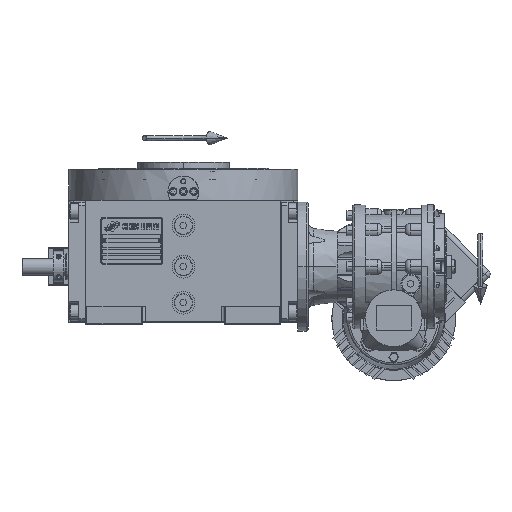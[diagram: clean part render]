
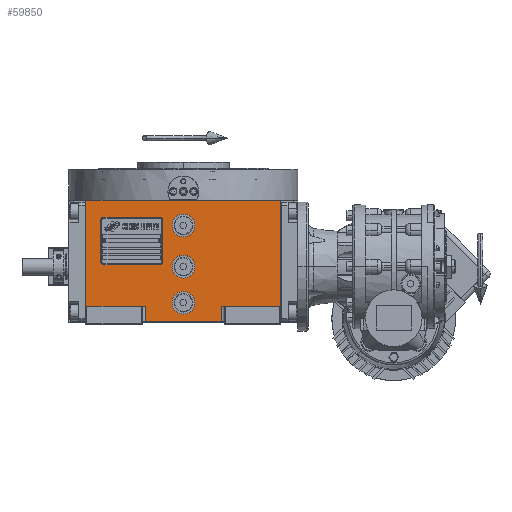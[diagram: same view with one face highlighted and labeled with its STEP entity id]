
A CAD part, top view. The second image highlights one B-rep face of the part: STEP entity #59850.
In plain terms, the highlighted planar face has unit normal (0, 0, 1).
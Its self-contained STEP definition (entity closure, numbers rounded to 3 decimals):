
#4046 = VECTOR ( 'NONE', #54320, 1000. ) ;
#4562 = DIRECTION ( 'NONE',  ( 1., 0., 0. ) ) ;
#4982 = EDGE_CURVE ( 'NONE', #48435, #10994, #79987, .T. ) ;
#6052 = VECTOR ( 'NONE', #129632, 1000. ) ;
#6351 = VERTEX_POINT ( 'NONE', #112199 ) ;
#7573 = VECTOR ( 'NONE', #54080, 1000. ) ;
#10994 = VERTEX_POINT ( 'NONE', #51713 ) ;
#12939 = CARTESIAN_POINT ( 'NONE',  ( -37., -53.5, 163.5 ) ) ;
#15120 = CARTESIAN_POINT ( 'NONE',  ( 94.5, -38.5, 163.5 ) ) ;
#16315 = VERTEX_POINT ( 'NONE', #90522 ) ;
#16515 = CIRCLE ( 'NONE', #132817, 11. ) ;
#17415 = DIRECTION ( 'NONE',  ( 1., 0., 0. ) ) ;
#18297 = CIRCLE ( 'NONE', #95112, 11. ) ;
#20415 = CARTESIAN_POINT ( 'NONE',  ( -11., 40., 163.5 ) ) ;
#22217 = AXIS2_PLACEMENT_3D ( 'NONE', #129024, #34857, #4562 ) ;
#24541 = VERTEX_POINT ( 'NONE', #89475 ) ;
#25400 = VERTEX_POINT ( 'NONE', #134300 ) ;
#25822 = CARTESIAN_POINT ( 'NONE',  ( 37., -38.5, 163.5 ) ) ;
#25933 = EDGE_CURVE ( 'NONE', #118824, #24541, #118239, .T. ) ;
#26202 = FACE_BOUND ( 'NONE', #125582, .T. ) ;
#26326 = EDGE_CURVE ( 'NONE', #46263, #69181, #100537, .T. ) ;
#29259 = ORIENTED_EDGE ( 'NONE', *, *, #87020, .F. ) ;
#33300 = DIRECTION ( 'NONE',  ( -1., 0., 0. ) ) ;
#34472 = CARTESIAN_POINT ( 'NONE',  ( 94.5, 64.5, 163.5 ) ) ;
#34857 = DIRECTION ( 'NONE',  ( 0., 0., 1. ) ) ;
#35464 = CARTESIAN_POINT ( 'NONE',  ( 0., 0., 163.5 ) ) ;
#36235 = CARTESIAN_POINT ( 'NONE',  ( 0., -35., 163.5 ) ) ;
#36382 = VECTOR ( 'NONE', #76887, 1000. ) ;
#36621 = CARTESIAN_POINT ( 'NONE',  ( -11., -35., 163.5 ) ) ;
#38128 = DIRECTION ( 'NONE',  ( 1., 0., 0. ) ) ;
#38821 = CARTESIAN_POINT ( 'NONE',  ( 0., -35., 163.5 ) ) ;
#39235 = CARTESIAN_POINT ( 'NONE',  ( -94.5, -53.5, 163.5 ) ) ;
#40814 = EDGE_LOOP ( 'NONE', ( #135619, #77248 ) ) ;
#41955 = VECTOR ( 'NONE', #64484, 1000. ) ;
#42665 = CIRCLE ( 'NONE', #62351, 11. ) ;
#43231 = LINE ( 'NONE', #12939, #41955 ) ;
#45623 = EDGE_CURVE ( 'NONE', #68757, #10994, #43231, .T. ) ;
#45666 = CARTESIAN_POINT ( 'NONE',  ( 0., 0., 163.5 ) ) ;
#46069 = DIRECTION ( 'NONE',  ( 1., 0., 0. ) ) ;
#46263 = VERTEX_POINT ( 'NONE', #20415 ) ;
#46445 = DIRECTION ( 'NONE',  ( 1., 0., 0. ) ) ;
#47454 = ORIENTED_EDGE ( 'NONE', *, *, #74436, .T. ) ;
#48404 = DIRECTION ( 'NONE',  ( 0., 0., 1. ) ) ;
#48435 = VERTEX_POINT ( 'NONE', #85363 ) ;
#51713 = CARTESIAN_POINT ( 'NONE',  ( -37., -38.5, 163.5 ) ) ;
#53911 = DIRECTION ( 'NONE',  ( 0., 0., 1. ) ) ;
#54080 = DIRECTION ( 'NONE',  ( 0., 1., 0. ) ) ;
#54286 = VERTEX_POINT ( 'NONE', #110164 ) ;
#54320 = DIRECTION ( 'NONE',  ( 0., 1., 0. ) ) ;
#56789 = CARTESIAN_POINT ( 'NONE',  ( -94.5, -38.5, 163.5 ) ) ;
#58400 = VECTOR ( 'NONE', #17415, 1000. ) ;
#59162 = FACE_OUTER_BOUND ( 'NONE', #114061, .T. ) ;
#59308 = ORIENTED_EDGE ( 'NONE', *, *, #25933, .T. ) ;
#59850 = ADVANCED_FACE ( 'NONE', ( #133386, #26202, #68130, #59162 ), #121054, .T. ) ;
#61354 = CARTESIAN_POINT ( 'NONE',  ( -94.5, -38.5, 163.5 ) ) ;
#62351 = AXIS2_PLACEMENT_3D ( 'NONE', #38821, #48404, #38128 ) ;
#63161 = EDGE_CURVE ( 'NONE', #6351, #128543, #42665, .T. ) ;
#64484 = DIRECTION ( 'NONE',  ( 0., 1., 0. ) ) ;
#65612 = CIRCLE ( 'NONE', #96319, 11. ) ;
#65994 = CARTESIAN_POINT ( 'NONE',  ( 37., -38.5, 163.5 ) ) ;
#68130 = FACE_BOUND ( 'NONE', #40814, .T. ) ;
#68757 = VERTEX_POINT ( 'NONE', #125145 ) ;
#69181 = VERTEX_POINT ( 'NONE', #83031 ) ;
#70629 = VERTEX_POINT ( 'NONE', #118056 ) ;
#72809 = DIRECTION ( 'NONE',  ( 1., 0., 0. ) ) ;
#74436 = EDGE_CURVE ( 'NONE', #68757, #25400, #76217, .T. ) ;
#76217 = LINE ( 'NONE', #107826, #36382 ) ;
#76395 = AXIS2_PLACEMENT_3D ( 'NONE', #120804, #130452, #111180 ) ;
#76759 = ORIENTED_EDGE ( 'NONE', *, *, #131532, .F. ) ;
#76887 = DIRECTION ( 'NONE',  ( 1., 0., 0. ) ) ;
#77031 = EDGE_CURVE ( 'NONE', #118824, #25400, #88345, .T. ) ;
#77248 = ORIENTED_EDGE ( 'NONE', *, *, #26326, .F. ) ;
#79987 = LINE ( 'NONE', #61354, #58400 ) ;
#80808 = EDGE_CURVE ( 'NONE', #69181, #46263, #81492, .T. ) ;
#80849 = DIRECTION ( 'NONE',  ( 0., 0., 1. ) ) ;
#81095 = CARTESIAN_POINT ( 'NONE',  ( -94.5, 64.5, 163.5 ) ) ;
#81303 = VECTOR ( 'NONE', #72809, 1000. ) ;
#81426 = ORIENTED_EDGE ( 'NONE', *, *, #128171, .F. ) ;
#81492 = CIRCLE ( 'NONE', #22217, 11. ) ;
#81653 = ORIENTED_EDGE ( 'NONE', *, *, #77031, .F. ) ;
#81887 = EDGE_LOOP ( 'NONE', ( #81426, #122323 ) ) ;
#82959 = VECTOR ( 'NONE', #46069, 1000. ) ;
#83031 = CARTESIAN_POINT ( 'NONE',  ( 11., 40., 163.5 ) ) ;
#83800 = LINE ( 'NONE', #81095, #81303 ) ;
#85363 = CARTESIAN_POINT ( 'NONE',  ( -94.5, -38.5, 163.5 ) ) ;
#87020 = EDGE_CURVE ( 'NONE', #128543, #6351, #16515, .T. ) ;
#87181 = ORIENTED_EDGE ( 'NONE', *, *, #127345, .F. ) ;
#87290 = LINE ( 'NONE', #15120, #4046 ) ;
#88345 = LINE ( 'NONE', #25822, #6052 ) ;
#89475 = CARTESIAN_POINT ( 'NONE',  ( 94.5, -38.5, 163.5 ) ) ;
#90522 = CARTESIAN_POINT ( 'NONE',  ( -94.5, 64.5, 163.5 ) ) ;
#92767 = AXIS2_PLACEMENT_3D ( 'NONE', #39235, #119698, #131374 ) ;
#95112 = AXIS2_PLACEMENT_3D ( 'NONE', #45666, #53911, #33300 ) ;
#96319 = AXIS2_PLACEMENT_3D ( 'NONE', #35464, #98000, #46445 ) ;
#96644 = EDGE_CURVE ( 'NONE', #24541, #105591, #87290, .T. ) ;
#98000 = DIRECTION ( 'NONE',  ( 0., 0., 1. ) ) ;
#98756 = DIRECTION ( 'NONE',  ( -1., 0., 0. ) ) ;
#100496 = ORIENTED_EDGE ( 'NONE', *, *, #63161, .F. ) ;
#100537 = CIRCLE ( 'NONE', #76395, 11. ) ;
#105591 = VERTEX_POINT ( 'NONE', #34472 ) ;
#107826 = CARTESIAN_POINT ( 'NONE',  ( -37., -53.5, 163.5 ) ) ;
#110164 = CARTESIAN_POINT ( 'NONE',  ( 11., 0., 163.5 ) ) ;
#111180 = DIRECTION ( 'NONE',  ( -1., 0., 0. ) ) ;
#112199 = CARTESIAN_POINT ( 'NONE',  ( 11., -35., 163.5 ) ) ;
#114061 = EDGE_LOOP ( 'NONE', ( #47454, #81653, #59308, #131466, #76759, #87181, #114205, #134655 ) ) ;
#114205 = ORIENTED_EDGE ( 'NONE', *, *, #4982, .T. ) ;
#118056 = CARTESIAN_POINT ( 'NONE',  ( -11., 0., 163.5 ) ) ;
#118239 = LINE ( 'NONE', #65994, #82959 ) ;
#118824 = VERTEX_POINT ( 'NONE', #135193 ) ;
#119698 = DIRECTION ( 'NONE',  ( 0., 0., 1. ) ) ;
#120804 = CARTESIAN_POINT ( 'NONE',  ( 0., 40., 163.5 ) ) ;
#121054 = PLANE ( 'NONE',  #92767 ) ;
#122323 = ORIENTED_EDGE ( 'NONE', *, *, #134664, .F. ) ;
#125145 = CARTESIAN_POINT ( 'NONE',  ( -37., -53.5, 163.5 ) ) ;
#125582 = EDGE_LOOP ( 'NONE', ( #100496, #29259 ) ) ;
#127345 = EDGE_CURVE ( 'NONE', #48435, #16315, #127636, .T. ) ;
#127636 = LINE ( 'NONE', #56789, #7573 ) ;
#128171 = EDGE_CURVE ( 'NONE', #54286, #70629, #65612, .T. ) ;
#128543 = VERTEX_POINT ( 'NONE', #36621 ) ;
#129024 = CARTESIAN_POINT ( 'NONE',  ( 0., 40., 163.5 ) ) ;
#129632 = DIRECTION ( 'NONE',  ( 0., -1., 0. ) ) ;
#130452 = DIRECTION ( 'NONE',  ( 0., 0., 1. ) ) ;
#131374 = DIRECTION ( 'NONE',  ( 1., 0., 0. ) ) ;
#131466 = ORIENTED_EDGE ( 'NONE', *, *, #96644, .T. ) ;
#131532 = EDGE_CURVE ( 'NONE', #16315, #105591, #83800, .T. ) ;
#132817 = AXIS2_PLACEMENT_3D ( 'NONE', #36235, #80849, #98756 ) ;
#133386 = FACE_BOUND ( 'NONE', #81887, .T. ) ;
#134300 = CARTESIAN_POINT ( 'NONE',  ( 37., -53.5, 163.5 ) ) ;
#134655 = ORIENTED_EDGE ( 'NONE', *, *, #45623, .F. ) ;
#134664 = EDGE_CURVE ( 'NONE', #70629, #54286, #18297, .T. ) ;
#135193 = CARTESIAN_POINT ( 'NONE',  ( 37., -38.5, 163.5 ) ) ;
#135619 = ORIENTED_EDGE ( 'NONE', *, *, #80808, .F. ) ;
